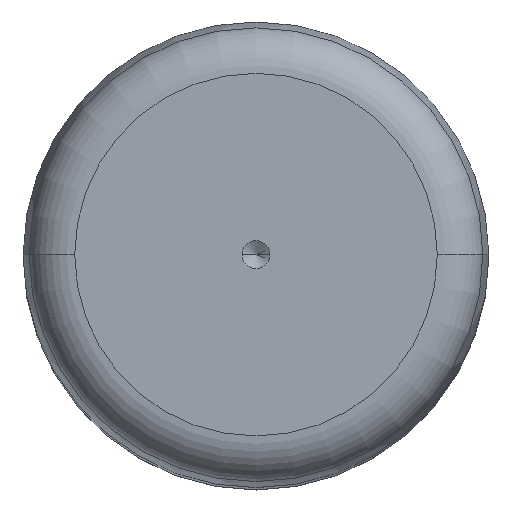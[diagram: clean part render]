
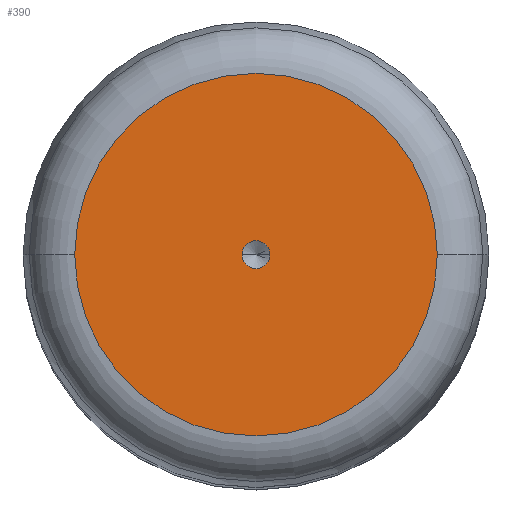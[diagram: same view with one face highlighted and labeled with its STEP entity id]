
A CAD part, top view. The second image highlights one B-rep face of the part: STEP entity #390.
In plain terms, the highlighted planar face has unit normal (0, 0, 1).
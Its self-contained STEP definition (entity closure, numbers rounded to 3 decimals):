
#62 = CIRCLE ( 'NONE', #329, 19.467 ) ;
#70 = CARTESIAN_POINT ( 'NONE',  ( 0., 0., 160. ) ) ;
#97 = EDGE_CURVE ( 'NONE', #477, #592, #109, .T. ) ;
#109 = CIRCLE ( 'NONE', #541, 1.5 ) ;
#125 = DIRECTION ( 'NONE',  ( 1., 0., 0. ) ) ;
#129 = DIRECTION ( 'NONE',  ( 0., 0., 1. ) ) ;
#143 = CARTESIAN_POINT ( 'NONE',  ( 19.467, 0., 160. ) ) ;
#145 = AXIS2_PLACEMENT_3D ( 'NONE', #330, #229, #125 ) ;
#156 = CARTESIAN_POINT ( 'NONE',  ( 0., 0., 160. ) ) ;
#160 = CIRCLE ( 'NONE', #145, 19.467 ) ;
#180 = DIRECTION ( 'NONE',  ( 0., 0., 1. ) ) ;
#186 = DIRECTION ( 'NONE',  ( 1., 0., 0. ) ) ;
#209 = DIRECTION ( 'NONE',  ( 0., 0., 1. ) ) ;
#229 = DIRECTION ( 'NONE',  ( 0., 0., 1. ) ) ;
#254 = DIRECTION ( 'NONE',  ( 1., 0., 0. ) ) ;
#294 = CARTESIAN_POINT ( 'NONE',  ( 1.5, 0., 160. ) ) ;
#308 = ORIENTED_EDGE ( 'NONE', *, *, #97, .F. ) ;
#322 = CARTESIAN_POINT ( 'NONE',  ( -19.467, 0., 160. ) ) ;
#329 = AXIS2_PLACEMENT_3D ( 'NONE', #70, #129, #186 ) ;
#330 = CARTESIAN_POINT ( 'NONE',  ( 0., 0., 160. ) ) ;
#339 = DIRECTION ( 'NONE',  ( 1., 0., 0. ) ) ;
#343 = VERTEX_POINT ( 'NONE', #322 ) ;
#390 = ADVANCED_FACE ( 'NONE', ( #609, #583 ), #398, .T. ) ;
#391 = CARTESIAN_POINT ( 'NONE',  ( 0., 0., 160. ) ) ;
#398 = PLANE ( 'NONE',  #646 ) ;
#428 = ORIENTED_EDGE ( 'NONE', *, *, #478, .F. ) ;
#436 = EDGE_CURVE ( 'NONE', #514, #343, #62, .T. ) ;
#437 = CIRCLE ( 'NONE', #552, 1.5 ) ;
#450 = EDGE_CURVE ( 'NONE', #343, #514, #160, .T. ) ;
#451 = EDGE_LOOP ( 'NONE', ( #515, #577 ) ) ;
#452 = EDGE_LOOP ( 'NONE', ( #428, #308 ) ) ;
#477 = VERTEX_POINT ( 'NONE', #546 ) ;
#478 = EDGE_CURVE ( 'NONE', #592, #477, #437, .T. ) ;
#486 = CARTESIAN_POINT ( 'NONE',  ( 0., 0., 160. ) ) ;
#488 = DIRECTION ( 'NONE',  ( 1., 0., 0. ) ) ;
#495 = DIRECTION ( 'NONE',  ( 0., 0., 1. ) ) ;
#514 = VERTEX_POINT ( 'NONE', #143 ) ;
#515 = ORIENTED_EDGE ( 'NONE', *, *, #436, .T. ) ;
#541 = AXIS2_PLACEMENT_3D ( 'NONE', #156, #209, #254 ) ;
#546 = CARTESIAN_POINT ( 'NONE',  ( -1.5, 0., 160. ) ) ;
#552 = AXIS2_PLACEMENT_3D ( 'NONE', #486, #495, #488 ) ;
#577 = ORIENTED_EDGE ( 'NONE', *, *, #450, .T. ) ;
#583 = FACE_OUTER_BOUND ( 'NONE', #451, .T. ) ;
#592 = VERTEX_POINT ( 'NONE', #294 ) ;
#609 = FACE_BOUND ( 'NONE', #452, .T. ) ;
#646 = AXIS2_PLACEMENT_3D ( 'NONE', #391, #180, #339 ) ;
